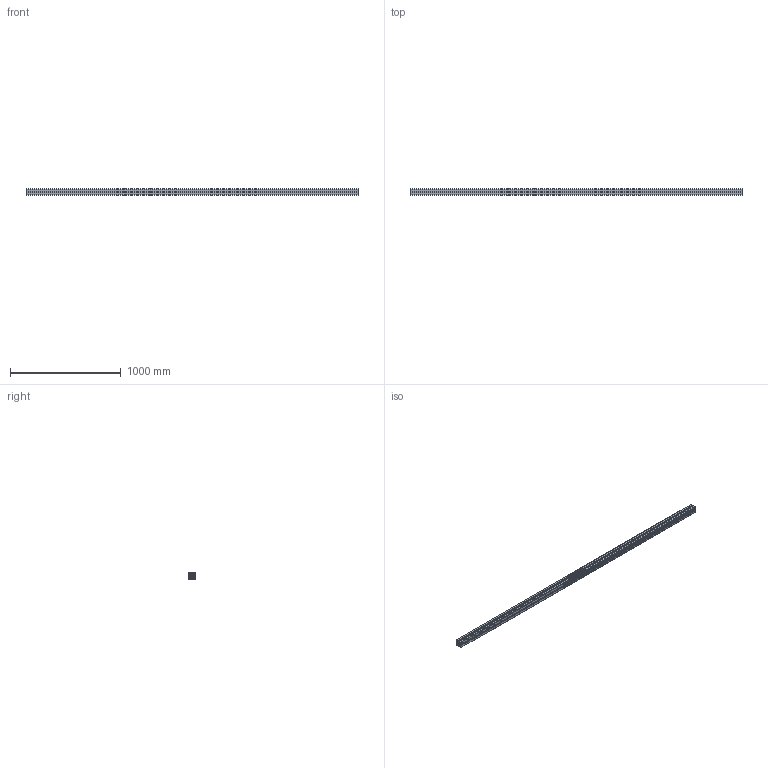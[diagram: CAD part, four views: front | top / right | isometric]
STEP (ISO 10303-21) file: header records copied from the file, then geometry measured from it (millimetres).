
FILE_DESCRIPTION (( 'STEP AP214' ), '1' );
FILE_NAME ('201051_Profil 60x60 Nut 10.STEP', '2019-01-29T12:58:27', ( '' ), ( '' ), 'SwSTEP 2.0', 'SolidWorks 2017', '' );
FILE_SCHEMA (( 'AUTOMOTIVE_DESIGN' ));
Length unit declared in the file: millimetre
Products named in the file (1): 201051_Profil 60x60 Nut 10
Bounding box: 3000 x 60 x 60 mm (x, y, z)
Volume: 4205654.4 mm3; surface area: 2662402 mm2
Topology: 1 solids, 1 shells, 232 faces, 690 edges, 460 vertices
Faces by surface type: plane 119, cylinder 113
Entity records: 7910 total; most frequent: CARTESIAN_POINT 1383, DIRECTION 1382, ORIENTED_EDGE 1380, EDGE_CURVE 690, VECTOR 464, LINE 464, VERTEX_POINT 460, AXIS2_PLACEMENT_3D 459
